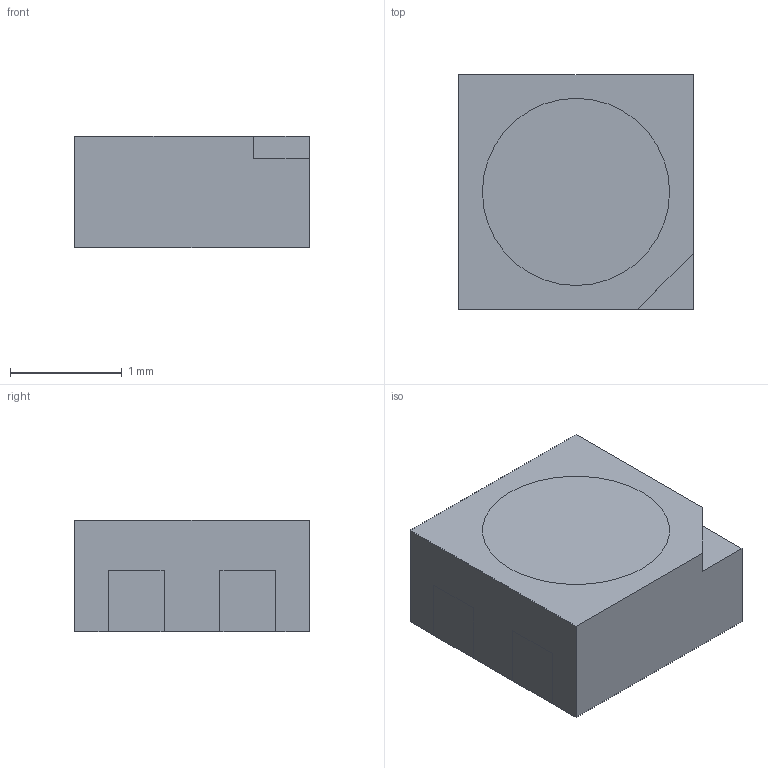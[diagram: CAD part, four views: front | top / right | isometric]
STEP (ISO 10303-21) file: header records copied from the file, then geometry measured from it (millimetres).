
FILE_DESCRIPTION(/* description */ (''),/* implementation_level */ '2;1');
FILE_NAME(/* name */ 'FM-B2020RGBA-HG.step',/* time_stamp */ '2022-09-17T22:28:16+02:00',/* author */ (''),/* organization */ (''),/* preprocessor_version */ 'ST-DEVELOPER v19',/* originating_system */ 'Autodesk Translation Framework v11.7.0.108',/* authorisation */ '');
FILE_SCHEMA (('AUTOMOTIVE_DESIGN { 1 0 10303 214 3 1 1 }'));
Length unit declared in the file: millimetre
Products named in the file (2): FM-B2020RGBA-HG; Component1
Assembly tree (1 placements, depth 2):
  FM-B2020RGBA-HG
    Component1
Bounding box: 2.1 x 2.1 x 1 mm (x, y, z)
Volume: 4.4 mm3; surface area: 32.3 mm2
Topology: 6 solids, 6 shells, 53 faces, 120 edges, 80 vertices
Faces by surface type: plane 51, cylinder 2
Full cylindrical faces by diameter (mm): 1.674 x2
Entity records: 1539 total; most frequent: CARTESIAN_POINT 256, ORIENTED_EDGE 240, DIRECTION 236, EDGE_CURVE 120, LINE 116, VECTOR 116, VERTEX_POINT 80, AXIS2_PLACEMENT_3D 60
